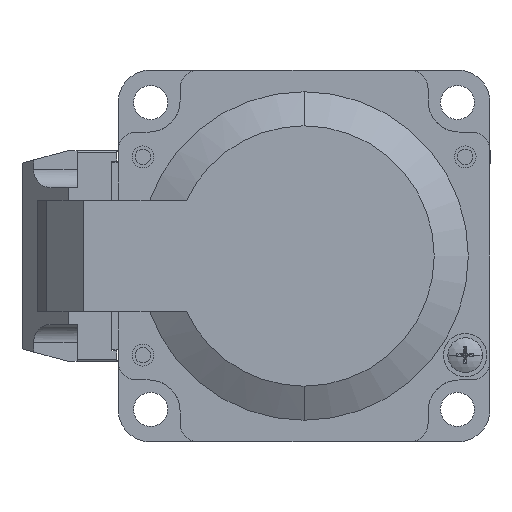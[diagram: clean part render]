
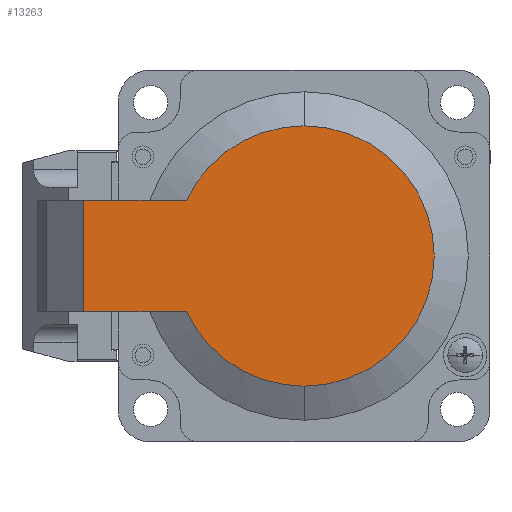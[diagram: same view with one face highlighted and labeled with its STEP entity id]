
A CAD part, front view. The second image highlights one B-rep face of the part: STEP entity #13263.
In plain terms, the highlighted planar face has unit normal (0, -1, 0).
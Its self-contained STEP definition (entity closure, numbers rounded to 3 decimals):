
#404 = VECTOR ( 'NONE', #5956, 1000. ) ;
#425 = DIRECTION ( 'NONE',  ( 0., 0., -1. ) ) ;
#738 = ORIENTED_EDGE ( 'NONE', *, *, #11998, .F. ) ;
#1096 = DIRECTION ( 'NONE',  ( 0., 0., 1. ) ) ;
#1175 = CARTESIAN_POINT ( 'NONE',  ( -65.814, -151.491, 0. ) ) ;
#1587 = LINE ( 'NONE', #13792, #404 ) ;
#1728 = CIRCLE ( 'NONE', #15542, 21. ) ;
#2078 = VERTEX_POINT ( 'NONE', #15639 ) ;
#2617 = EDGE_CURVE ( 'NONE', #16434, #2078, #4357, .T. ) ;
#2886 = ORIENTED_EDGE ( 'NONE', *, *, #10743, .F. ) ;
#3002 = CARTESIAN_POINT ( 'NONE',  ( -84.788, -151.491, -9. ) ) ;
#3514 = DIRECTION ( 'NONE',  ( 0., 0., -1. ) ) ;
#3557 = EDGE_LOOP ( 'NONE', ( #2886, #7165, #13481, #13245, #6351, #738 ) ) ;
#3724 = CARTESIAN_POINT ( 'NONE',  ( -101.397, -151.491, -9. ) ) ;
#4219 = DIRECTION ( 'NONE',  ( 0., -1., 0. ) ) ;
#4272 = CARTESIAN_POINT ( 'NONE',  ( -65.814, -151.491, 0. ) ) ;
#4357 = LINE ( 'NONE', #6516, #4555 ) ;
#4555 = VECTOR ( 'NONE', #10352, 1000. ) ;
#4754 = CIRCLE ( 'NONE', #14891, 21. ) ;
#4777 = EDGE_CURVE ( 'NONE', #10577, #16018, #16374, .T. ) ;
#4843 = CARTESIAN_POINT ( 'NONE',  ( -84.788, -151.491, 9. ) ) ;
#5471 = AXIS2_PLACEMENT_3D ( 'NONE', #11864, #4219, #425 ) ;
#5685 = CARTESIAN_POINT ( 'NONE',  ( -101.397, -151.491, -9. ) ) ;
#5956 = DIRECTION ( 'NONE',  ( -1., 0., 0. ) ) ;
#6351 = ORIENTED_EDGE ( 'NONE', *, *, #2617, .T. ) ;
#6516 = CARTESIAN_POINT ( 'NONE',  ( -101.397, -151.491, 9. ) ) ;
#6756 = DIRECTION ( 'NONE',  ( 0., 0., -1. ) ) ;
#7165 = ORIENTED_EDGE ( 'NONE', *, *, #4777, .T. ) ;
#7424 = VERTEX_POINT ( 'NONE', #15131 ) ;
#7963 = LINE ( 'NONE', #3724, #9184 ) ;
#9184 = VECTOR ( 'NONE', #1096, 1000. ) ;
#9765 = FACE_OUTER_BOUND ( 'NONE', #3557, .T. ) ;
#10170 = DIRECTION ( 'NONE',  ( 0., -1., 0. ) ) ;
#10352 = DIRECTION ( 'NONE',  ( -1., 0., 0. ) ) ;
#10577 = VERTEX_POINT ( 'NONE', #3002 ) ;
#10743 = EDGE_CURVE ( 'NONE', #10577, #11085, #1587, .T. ) ;
#11085 = VERTEX_POINT ( 'NONE', #5685 ) ;
#11541 = AXIS2_PLACEMENT_3D ( 'NONE', #1175, #10170, #3514 ) ;
#11862 = DIRECTION ( 'NONE',  ( 0., -1., 0. ) ) ;
#11864 = CARTESIAN_POINT ( 'NONE',  ( -65.814, -151.491, -21. ) ) ;
#11998 = EDGE_CURVE ( 'NONE', #11085, #2078, #7963, .T. ) ;
#12717 = EDGE_CURVE ( 'NONE', #16018, #7424, #4754, .T. ) ;
#13181 = EDGE_CURVE ( 'NONE', #7424, #16434, #1728, .T. ) ;
#13245 = ORIENTED_EDGE ( 'NONE', *, *, #13181, .T. ) ;
#13263 = ADVANCED_FACE ( 'NONE', ( #9765 ), #14641, .T. ) ;
#13481 = ORIENTED_EDGE ( 'NONE', *, *, #12717, .T. ) ;
#13792 = CARTESIAN_POINT ( 'NONE',  ( -101.397, -151.491, -9. ) ) ;
#14425 = DIRECTION ( 'NONE',  ( 0., -1., 0. ) ) ;
#14477 = CARTESIAN_POINT ( 'NONE',  ( -65.814, -151.491, 0. ) ) ;
#14641 = PLANE ( 'NONE',  #5471 ) ;
#14891 = AXIS2_PLACEMENT_3D ( 'NONE', #14477, #11862, #15757 ) ;
#15131 = CARTESIAN_POINT ( 'NONE',  ( -65.814, -151.491, 21. ) ) ;
#15221 = CARTESIAN_POINT ( 'NONE',  ( -65.814, -151.491, -21. ) ) ;
#15542 = AXIS2_PLACEMENT_3D ( 'NONE', #4272, #14425, #6756 ) ;
#15639 = CARTESIAN_POINT ( 'NONE',  ( -101.397, -151.491, 9. ) ) ;
#15757 = DIRECTION ( 'NONE',  ( 0., 0., -1. ) ) ;
#16018 = VERTEX_POINT ( 'NONE', #15221 ) ;
#16374 = CIRCLE ( 'NONE', #11541, 21. ) ;
#16434 = VERTEX_POINT ( 'NONE', #4843 ) ;
